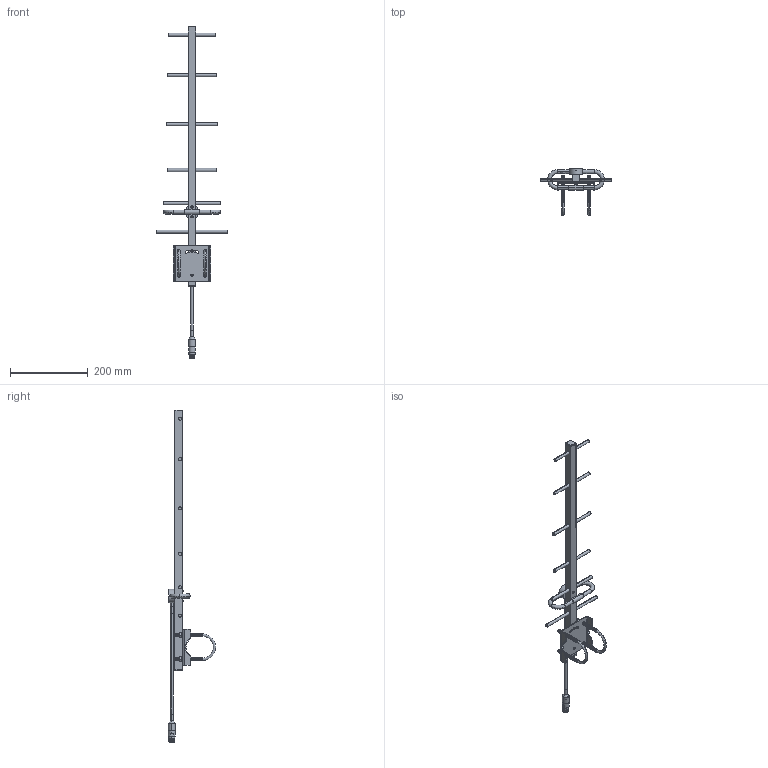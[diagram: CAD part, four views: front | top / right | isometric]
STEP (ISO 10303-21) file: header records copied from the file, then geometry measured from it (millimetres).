
FILE_DESCRIPTION (( 'STEP AP214' ), '1' );
FILE_NAME ('HG909YE.STEP', '2018-09-17T13:53:05', ( '' ), ( '' ), 'SwSTEP 2.0', 'SolidWorks 2017', '' );
FILE_SCHEMA (( 'AUTOMOTIVE_DESIGN' ));
Length unit declared in the file: inch
Products named in the file (23): flat washer type a narrow_ai_Preferred Narrow FW 0.164; ANF-1610-MA2; HG2414PEV-MA20; ANT-1; HG906YE-MA3; hex nut_ai_HNUT 0.3125-18-D-N; ANT-3; HG909YE-MA1; ANT-4; HG909YE-MA2_7.13"; ANF-1610-MA1; HG909YE; ANT-6; HG909YE-MA2_4.75"; HG909YE-MA2_5.68"; HG909YE-MA2_5.0"; HG909YE-MA2_5.25"; machine screw nut hex_ai_MSHXNUT 0.164-32-S-N; ANF-1610; Pan Cross Head_AI_CR-PHMS 0.112-40x0.25x0.25-N; ANT-5
Assembly tree (36 placements, depth 4):
  HG909YE
    HG909YE-MA1
    ANT-4
      ANT-4
      ANF-1610
        ANF-1610
        ANF-1610-MA1
        ANF-1610-MA2
      ANT-5
      ANT-6
    HG906YE-MA3  x2
    ANT-1
    HG909YE-MA2_7.13"
    HG909YE-MA2_5.68"
    HG909YE-MA2_5.0"  x2
    HG909YE-MA2_5.25"
    HG909YE-MA2_4.75"
    Pan Cross Head_AI_CR-PHMS 0.112-40x0.25x0.25-N  x4
    ANT-3  x2
    HG2414PEV-MA20  x4
    hex nut_ai_HNUT 0.3125-18-D-N  x4
    flat washer type a narrow_ai_Preferred Narrow FW 0.164  x2
    machine screw nut hex_ai_MSHXNUT 0.164-32-S-N  x2
Bounding box: 181.1 x 121.78 x 855.17 mm (x, y, z)
Volume: 196814.6 mm3; surface area: 201679 mm2
Topology: 34 solids, 34 shells, 2572 faces, 5390 edges, 2894 vertices
Faces by surface type: cone 1350, cylinder 867, plane 293, torus 34, sphere 22, bspline 6
Entity records: 41038 total; most frequent: DIRECTION 7242, CARTESIAN_POINT 6963, ORIENTED_EDGE 6024, EDGE_CURVE 3012, AXIS2_PLACEMENT_3D 2880, VERTEX_POINT 1657, EDGE_LOOP 1507, LINE 1482
